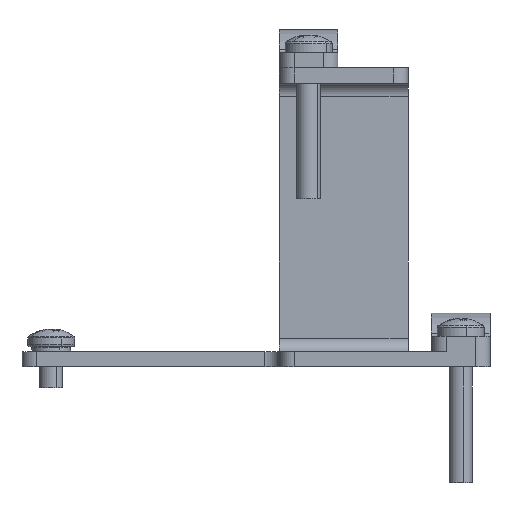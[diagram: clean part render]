
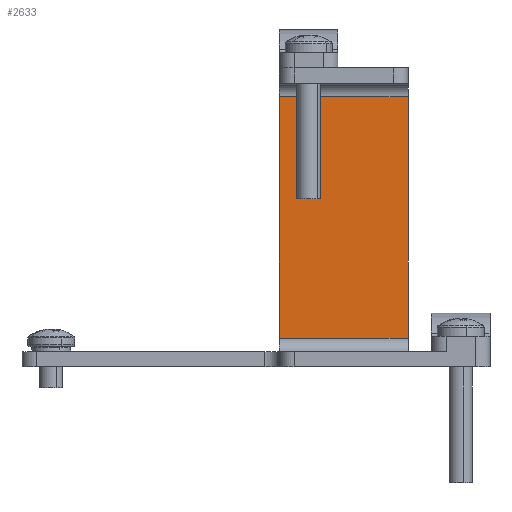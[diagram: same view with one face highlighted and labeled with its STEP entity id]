
A CAD part, left-side view. The second image highlights one B-rep face of the part: STEP entity #2633.
In plain terms, the highlighted planar face has unit normal (-1, 0, 0).
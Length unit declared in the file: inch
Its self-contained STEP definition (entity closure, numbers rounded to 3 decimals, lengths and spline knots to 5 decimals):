
#2570 = VERTEX_POINT ( 'NONE', #7485 ) ;
#2633 = ADVANCED_FACE ( 'NONE', ( #7801 ), #11418, .T. ) ;
#2705 = DIRECTION ( 'NONE',  ( 0., -1., 0. ) ) ;
#4104 = ORIENTED_EDGE ( 'NONE', *, *, #5946, .T. ) ;
#4112 = DIRECTION ( 'NONE',  ( 0., 0., 1. ) ) ;
#4242 = LINE ( 'NONE', #9084, #7232 ) ;
#4703 = LINE ( 'NONE', #12409, #14547 ) ;
#5446 = CARTESIAN_POINT ( 'NONE',  ( 2.45669, 0.70866, 1.8189 ) ) ;
#5946 = EDGE_CURVE ( 'NONE', #13662, #11995, #4703, .T. ) ;
#6292 = VECTOR ( 'NONE', #8417, 39.37008 ) ;
#6375 = DIRECTION ( 'NONE',  ( 0., 0., 1. ) ) ;
#6991 = VERTEX_POINT ( 'NONE', #9047 ) ;
#7126 = CARTESIAN_POINT ( 'NONE',  ( 2.45669, -0.15748, 0.19291 ) ) ;
#7232 = VECTOR ( 'NONE', #2705, 39.37008 ) ;
#7485 = CARTESIAN_POINT ( 'NONE',  ( 2.45669, -0.15748, 1.8189 ) ) ;
#7801 = FACE_OUTER_BOUND ( 'NONE', #9231, .T. ) ;
#7814 = DIRECTION ( 'NONE',  ( -1., 0., 0. ) ) ;
#8151 = CARTESIAN_POINT ( 'NONE',  ( 2.45669, -0.15748, 1.90945 ) ) ;
#8417 = DIRECTION ( 'NONE',  ( 0., 1., 0. ) ) ;
#8664 = DIRECTION ( 'NONE',  ( 0., 0., -1. ) ) ;
#9047 = CARTESIAN_POINT ( 'NONE',  ( 2.45669, -0.15748, 0.19291 ) ) ;
#9084 = CARTESIAN_POINT ( 'NONE',  ( 2.45669, 0.70866, 1.8189 ) ) ;
#9231 = EDGE_LOOP ( 'NONE', ( #15910, #10997, #4104, #12917 ) ) ;
#9289 = EDGE_CURVE ( 'NONE', #6991, #2570, #16637, .T. ) ;
#10969 = VECTOR ( 'NONE', #4112, 39.37008 ) ;
#10997 = ORIENTED_EDGE ( 'NONE', *, *, #15743, .F. ) ;
#11418 = PLANE ( 'NONE',  #14085 ) ;
#11995 = VERTEX_POINT ( 'NONE', #16066 ) ;
#12409 = CARTESIAN_POINT ( 'NONE',  ( 2.45669, 0.70866, 1.90945 ) ) ;
#12917 = ORIENTED_EDGE ( 'NONE', *, *, #13002, .F. ) ;
#13002 = EDGE_CURVE ( 'NONE', #6991, #11995, #15503, .T. ) ;
#13662 = VERTEX_POINT ( 'NONE', #5446 ) ;
#14085 = AXIS2_PLACEMENT_3D ( 'NONE', #14266, #7814, #6375 ) ;
#14266 = CARTESIAN_POINT ( 'NONE',  ( 2.45669, -0.15748, 1.90945 ) ) ;
#14547 = VECTOR ( 'NONE', #8664, 39.37008 ) ;
#15503 = LINE ( 'NONE', #7126, #6292 ) ;
#15743 = EDGE_CURVE ( 'NONE', #13662, #2570, #4242, .T. ) ;
#15910 = ORIENTED_EDGE ( 'NONE', *, *, #9289, .T. ) ;
#16066 = CARTESIAN_POINT ( 'NONE',  ( 2.45669, 0.70866, 0.19291 ) ) ;
#16637 = LINE ( 'NONE', #8151, #10969 ) ;
